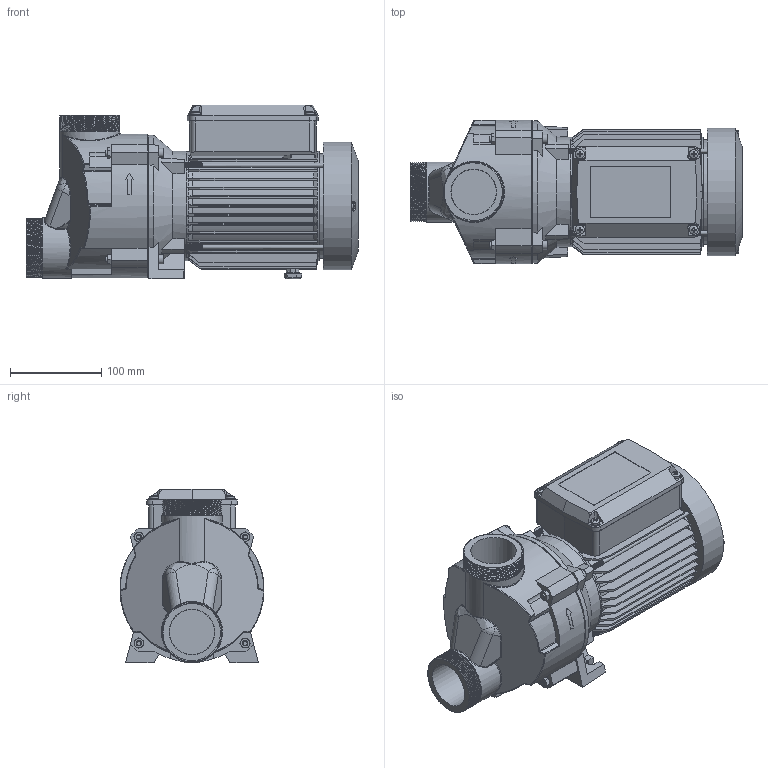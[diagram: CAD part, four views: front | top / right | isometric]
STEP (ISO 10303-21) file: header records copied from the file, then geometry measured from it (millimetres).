
FILE_DESCRIPTION(('STEP AP214'),'2;1');
FILE_NAME('4_93_530_ 02_REV00.stp','2013-07-03T11:48:07',(''),(''),'2012.1.115','THINKDESIGN','');
FILE_SCHEMA(('AUTOMOTIVE_DESIGN'));
Bounding box: 364.5 x 158 x 191 mm (x, y, z)
Volume: 5287383.9 mm3; surface area: 457424 mm2
Topology: 10 solids, 10 shells, 1578 faces, 3907 edges, 2404 vertices
Faces by surface type: bspline 651, plane 624, cylinder 303
Full cylindrical faces by diameter (mm): 4.36 x4, 5 x96, 6 x4, 8 x2, 10 x9, 62.652 x16, 66 x2, 115 x1, 120 x2, 140 x1, 154 x1
Entity records: 94703 total; most frequent: CARTESIAN_POINT 47646, ORIENTED_EDGE 7794, DIRECTION 5155, EDGE_CURVE 3897, VERTEX_POINT 2404, VECTOR 1917, LINE 1917, EDGE_LOOP 1651
